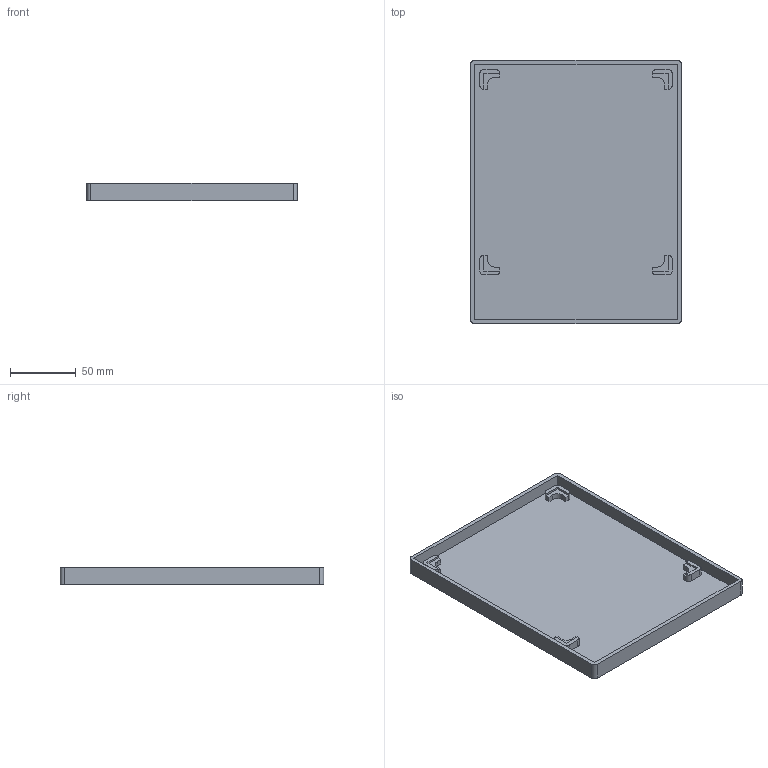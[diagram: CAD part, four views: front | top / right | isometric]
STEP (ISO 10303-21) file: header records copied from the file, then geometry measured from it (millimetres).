
FILE_DESCRIPTION(/* description */ ('Unknown'),/* implementation_level */ '2;1');
FILE_NAME(/* name */ 'Case',/* time_stamp */ '2023-08-10T14:40:50+02:00',/* author */ ('Unknown'),/* organization */ ('Unknown'),/* preprocessor_version */ 'ST-DEVELOPER v18.102',/* originating_system */ 'Solid Edge',/* authorisation */ 'Unknown');
FILE_SCHEMA (('AUTOMOTIVE_DESIGN {1 0 10303 214 3 1 1}'));
Length unit declared in the file: millimetre
Products named in the file (1): Case
Bounding box: 160 x 200 x 13 mm (x, y, z)
Volume: 120147.7 mm3; surface area: 81547.1 mm2
Topology: 1 solids, 1 shells, 71 faces, 184 edges, 120 vertices
Faces by surface type: plane 51, cylinder 20
Entity records: 2184 total; most frequent: CARTESIAN_POINT 376, ORIENTED_EDGE 368, DIRECTION 368, EDGE_CURVE 184, LINE 144, VECTOR 144, VERTEX_POINT 120, AXIS2_PLACEMENT_3D 112
